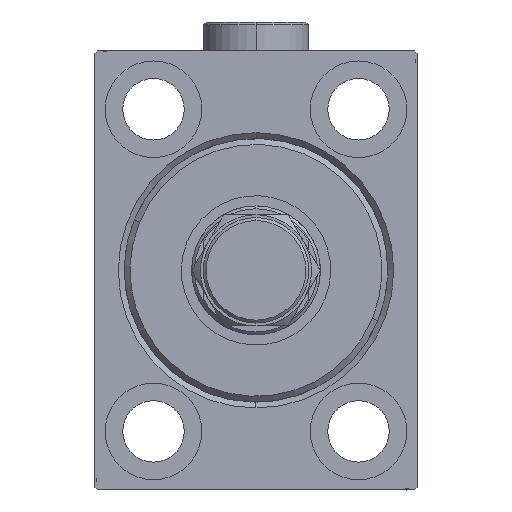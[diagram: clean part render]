
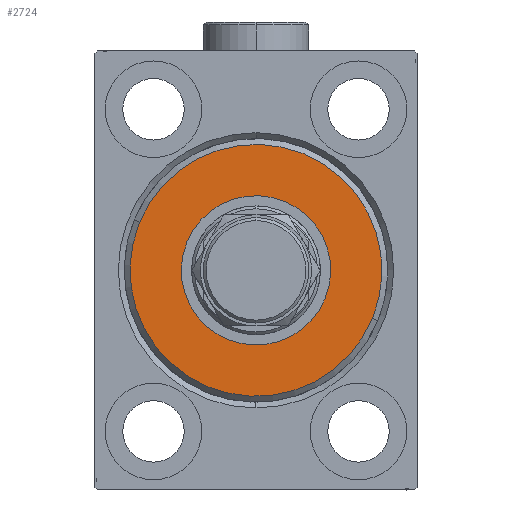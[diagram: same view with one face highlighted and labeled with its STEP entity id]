
A CAD part, left-side view. The second image highlights one B-rep face of the part: STEP entity #2724.
In plain terms, the highlighted face is planar.
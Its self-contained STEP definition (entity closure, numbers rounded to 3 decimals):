
#1154 = EDGE_CURVE ( 'NONE', #46030, #37381, #22289, .T. ) ;
#1601 = DIRECTION ( 'NONE',  ( 0., 0., -1. ) ) ;
#1806 = ORIENTED_EDGE ( 'NONE', *, *, #8200, .T. ) ;
#1902 = DIRECTION ( 'NONE',  ( 1., 0., 0. ) ) ;
#2724 = ADVANCED_FACE ( 'NONE', ( #16617, #3120 ), #31777, .T. ) ;
#3120 = FACE_BOUND ( 'NONE', #8034, .T. ) ;
#3128 = DIRECTION ( 'NONE',  ( -1., 0., 0. ) ) ;
#3780 = ORIENTED_EDGE ( 'NONE', *, *, #29776, .T. ) ;
#4956 = CIRCLE ( 'NONE', #18605, 21.5 ) ;
#6428 = DIRECTION ( 'NONE',  ( 1., 0., 0. ) ) ;
#8034 = EDGE_LOOP ( 'NONE', ( #20153, #12875 ) ) ;
#8200 = EDGE_CURVE ( 'NONE', #26738, #42015, #4956, .T. ) ;
#9971 = DIRECTION ( 'NONE',  ( 0., 0., -1. ) ) ;
#10078 = CARTESIAN_POINT ( 'NONE',  ( 3., 0., 12.75 ) ) ;
#10911 = CARTESIAN_POINT ( 'NONE',  ( 3., 0., 21.5 ) ) ;
#10942 = AXIS2_PLACEMENT_3D ( 'NONE', #14479, #3128, #14014 ) ;
#12875 = ORIENTED_EDGE ( 'NONE', *, *, #1154, .T. ) ;
#14014 = DIRECTION ( 'NONE',  ( 0., 0., -1. ) ) ;
#14479 = CARTESIAN_POINT ( 'NONE',  ( 3., 0., 0. ) ) ;
#16617 = FACE_OUTER_BOUND ( 'NONE', #31429, .T. ) ;
#18605 = AXIS2_PLACEMENT_3D ( 'NONE', #41926, #1902, #9971 ) ;
#20153 = ORIENTED_EDGE ( 'NONE', *, *, #36135, .T. ) ;
#22289 = CIRCLE ( 'NONE', #10942, 12.75 ) ;
#23777 = CIRCLE ( 'NONE', #41918, 12.75 ) ;
#26738 = VERTEX_POINT ( 'NONE', #40905 ) ;
#27514 = DIRECTION ( 'NONE',  ( 0., 0., -1. ) ) ;
#27528 = AXIS2_PLACEMENT_3D ( 'NONE', #31064, #6428, #27514 ) ;
#28556 = DIRECTION ( 'NONE',  ( 1., 0., 0. ) ) ;
#29776 = EDGE_CURVE ( 'NONE', #42015, #26738, #44079, .T. ) ;
#31064 = CARTESIAN_POINT ( 'NONE',  ( 3., 0., 0. ) ) ;
#31256 = AXIS2_PLACEMENT_3D ( 'NONE', #39670, #28556, #42987 ) ;
#31429 = EDGE_LOOP ( 'NONE', ( #3780, #1806 ) ) ;
#31777 = PLANE ( 'NONE',  #27528 ) ;
#34055 = CARTESIAN_POINT ( 'NONE',  ( 3., 0., 0. ) ) ;
#36135 = EDGE_CURVE ( 'NONE', #37381, #46030, #23777, .T. ) ;
#37381 = VERTEX_POINT ( 'NONE', #10078 ) ;
#39670 = CARTESIAN_POINT ( 'NONE',  ( 3., 0., 0. ) ) ;
#40905 = CARTESIAN_POINT ( 'NONE',  ( 3., 0., -21.5 ) ) ;
#41918 = AXIS2_PLACEMENT_3D ( 'NONE', #34055, #44948, #1601 ) ;
#41926 = CARTESIAN_POINT ( 'NONE',  ( 3., 0., 0. ) ) ;
#42015 = VERTEX_POINT ( 'NONE', #10911 ) ;
#42412 = CARTESIAN_POINT ( 'NONE',  ( 3., 0., -12.75 ) ) ;
#42987 = DIRECTION ( 'NONE',  ( 0., 0., -1. ) ) ;
#44079 = CIRCLE ( 'NONE', #31256, 21.5 ) ;
#44948 = DIRECTION ( 'NONE',  ( -1., 0., 0. ) ) ;
#46030 = VERTEX_POINT ( 'NONE', #42412 ) ;
